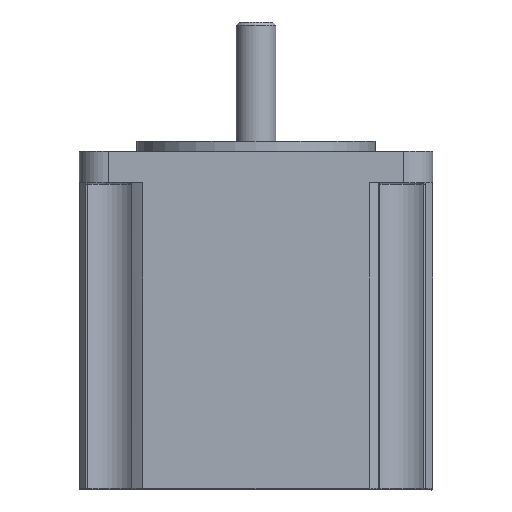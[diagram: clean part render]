
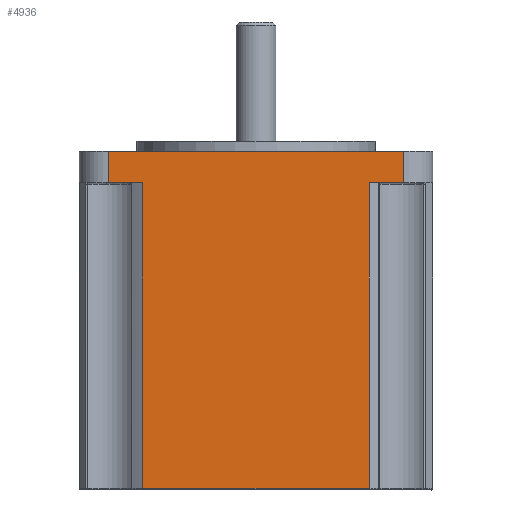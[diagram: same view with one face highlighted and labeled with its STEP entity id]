
A CAD part, front view. The second image highlights one B-rep face of the part: STEP entity #4936.
In plain terms, the highlighted planar face has unit normal (0, -1, 0).
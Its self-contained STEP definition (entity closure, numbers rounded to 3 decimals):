
#131 = VECTOR ( 'NONE', #3533, 1000. ) ;
#132 = VECTOR ( 'NONE', #2441, 1000. ) ;
#303 = DIRECTION ( 'NONE',  ( -1., 0., 0. ) ) ;
#490 = AXIS2_PLACEMENT_3D ( 'NONE', #1581, #5493, #1099 ) ;
#513 = LINE ( 'NONE', #1345, #4971 ) ;
#595 = CARTESIAN_POINT ( 'NONE',  ( -18.083, -28.2, -53.75 ) ) ;
#608 = EDGE_LOOP ( 'NONE', ( #6284, #2705, #845, #1384, #2627, #6754, #4507, #6918 ) ) ;
#845 = ORIENTED_EDGE ( 'NONE', *, *, #3692, .T. ) ;
#912 = CARTESIAN_POINT ( 'NONE',  ( 18.083, -28.2, -26.875 ) ) ;
#1099 = DIRECTION ( 'NONE',  ( -1., 0., 0. ) ) ;
#1228 = FACE_OUTER_BOUND ( 'NONE', #608, .T. ) ;
#1266 = DIRECTION ( 'NONE',  ( -1., 0., 0. ) ) ;
#1345 = CARTESIAN_POINT ( 'NONE',  ( 23.6, -28.2, -26.875 ) ) ;
#1384 = ORIENTED_EDGE ( 'NONE', *, *, #7043, .T. ) ;
#1415 = DIRECTION ( 'NONE',  ( 1., 0., 0. ) ) ;
#1453 = EDGE_CURVE ( 'NONE', #2851, #6704, #513, .T. ) ;
#1464 = CARTESIAN_POINT ( 'NONE',  ( -18.083, -28.2, -26.875 ) ) ;
#1503 = LINE ( 'NONE', #6828, #132 ) ;
#1556 = PLANE ( 'NONE',  #490 ) ;
#1581 = CARTESIAN_POINT ( 'NONE',  ( 23.6, -28.2, 0. ) ) ;
#1882 = CARTESIAN_POINT ( 'NONE',  ( 18.083, -28.2, -5. ) ) ;
#1977 = VERTEX_POINT ( 'NONE', #595 ) ;
#2007 = DIRECTION ( 'NONE',  ( 0., 0., -1. ) ) ;
#2157 = VERTEX_POINT ( 'NONE', #2388 ) ;
#2294 = VERTEX_POINT ( 'NONE', #2350 ) ;
#2320 = CARTESIAN_POINT ( 'NONE',  ( -23.6, -28.2, 0. ) ) ;
#2350 = CARTESIAN_POINT ( 'NONE',  ( -18.083, -28.2, -5. ) ) ;
#2352 = VERTEX_POINT ( 'NONE', #1882 ) ;
#2353 = CARTESIAN_POINT ( 'NONE',  ( -23.6, -28.2, -5. ) ) ;
#2355 = LINE ( 'NONE', #3663, #3503 ) ;
#2388 = CARTESIAN_POINT ( 'NONE',  ( 18.083, -28.2, -53.75 ) ) ;
#2398 = EDGE_CURVE ( 'NONE', #2157, #1977, #6678, .T. ) ;
#2441 = DIRECTION ( 'NONE',  ( 0., 0., -1. ) ) ;
#2627 = ORIENTED_EDGE ( 'NONE', *, *, #2398, .F. ) ;
#2650 = CARTESIAN_POINT ( 'NONE',  ( 23.6, -28.2, 0. ) ) ;
#2705 = ORIENTED_EDGE ( 'NONE', *, *, #2888, .T. ) ;
#2851 = VERTEX_POINT ( 'NONE', #5175 ) ;
#2858 = VERTEX_POINT ( 'NONE', #2353 ) ;
#2886 = VECTOR ( 'NONE', #1415, 1000. ) ;
#2888 = EDGE_CURVE ( 'NONE', #3615, #2858, #1503, .T. ) ;
#2941 = CARTESIAN_POINT ( 'NONE',  ( 0., -28.2, -5. ) ) ;
#3030 = DIRECTION ( 'NONE',  ( 0., 0., 1. ) ) ;
#3053 = DIRECTION ( 'NONE',  ( 0., 0., 1. ) ) ;
#3057 = VECTOR ( 'NONE', #3053, 1000. ) ;
#3503 = VECTOR ( 'NONE', #303, 1000. ) ;
#3533 = DIRECTION ( 'NONE',  ( 1., 0., 0. ) ) ;
#3534 = VECTOR ( 'NONE', #1266, 1000. ) ;
#3554 = CARTESIAN_POINT ( 'NONE',  ( 0., -28.2, -53.75 ) ) ;
#3615 = VERTEX_POINT ( 'NONE', #2320 ) ;
#3663 = CARTESIAN_POINT ( 'NONE',  ( 0., -28.2, 0. ) ) ;
#3692 = EDGE_CURVE ( 'NONE', #2858, #2294, #6840, .T. ) ;
#4185 = LINE ( 'NONE', #5383, #2886 ) ;
#4210 = LINE ( 'NONE', #1464, #7011 ) ;
#4507 = ORIENTED_EDGE ( 'NONE', *, *, #6316, .T. ) ;
#4936 = ADVANCED_FACE ( 'NONE', ( #1228 ), #1556, .T. ) ;
#4971 = VECTOR ( 'NONE', #3030, 1000. ) ;
#5175 = CARTESIAN_POINT ( 'NONE',  ( 23.6, -28.2, -5. ) ) ;
#5383 = CARTESIAN_POINT ( 'NONE',  ( 0., -28.2, -5. ) ) ;
#5493 = DIRECTION ( 'NONE',  ( 0., -1., 0. ) ) ;
#5963 = EDGE_CURVE ( 'NONE', #2157, #2352, #6558, .T. ) ;
#6284 = ORIENTED_EDGE ( 'NONE', *, *, #6304, .T. ) ;
#6304 = EDGE_CURVE ( 'NONE', #6704, #3615, #2355, .T. ) ;
#6316 = EDGE_CURVE ( 'NONE', #2352, #2851, #4185, .T. ) ;
#6558 = LINE ( 'NONE', #912, #3057 ) ;
#6678 = LINE ( 'NONE', #3554, #3534 ) ;
#6704 = VERTEX_POINT ( 'NONE', #2650 ) ;
#6754 = ORIENTED_EDGE ( 'NONE', *, *, #5963, .T. ) ;
#6828 = CARTESIAN_POINT ( 'NONE',  ( -23.6, -28.2, -26.875 ) ) ;
#6840 = LINE ( 'NONE', #2941, #131 ) ;
#6918 = ORIENTED_EDGE ( 'NONE', *, *, #1453, .T. ) ;
#7011 = VECTOR ( 'NONE', #2007, 1000. ) ;
#7043 = EDGE_CURVE ( 'NONE', #2294, #1977, #4210, .T. ) ;
